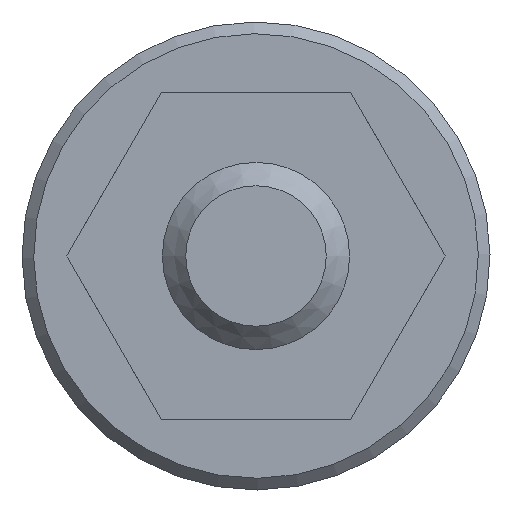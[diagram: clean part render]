
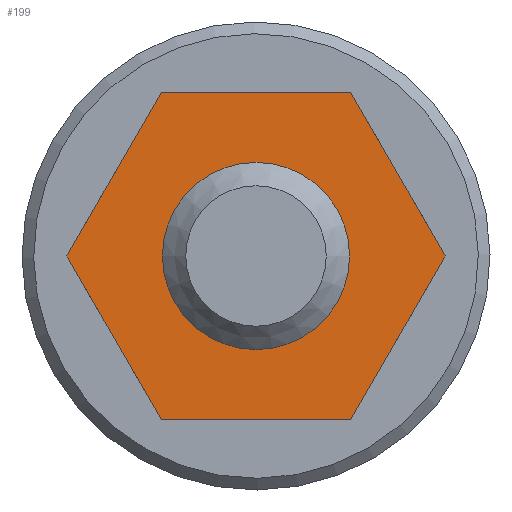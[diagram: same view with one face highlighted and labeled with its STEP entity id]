
A CAD part, front view. The second image highlights one B-rep face of the part: STEP entity #199.
In plain terms, the highlighted planar face has unit normal (0, -1, 0).
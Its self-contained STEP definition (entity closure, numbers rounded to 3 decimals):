
#10 = CARTESIAN_POINT ( 'NONE',  ( -4.041, 10., 7. ) ) ;
#13 = DIRECTION ( 'NONE',  ( 1., 0., 0. ) ) ;
#14 = EDGE_LOOP ( 'NONE', ( #577 ) ) ;
#32 = DIRECTION ( 'NONE',  ( 0.5, 0., 0.866 ) ) ;
#34 = CARTESIAN_POINT ( 'NONE',  ( 4.041, 10., 7. ) ) ;
#43 = DIRECTION ( 'NONE',  ( 1., 0., 0. ) ) ;
#55 = DIRECTION ( 'NONE',  ( -1., 0., 0. ) ) ;
#71 = ORIENTED_EDGE ( 'NONE', *, *, #377, .T. ) ;
#75 = DIRECTION ( 'NONE',  ( 0., -1., 0. ) ) ;
#78 = CARTESIAN_POINT ( 'NONE',  ( 4.041, 10., -7. ) ) ;
#101 = CARTESIAN_POINT ( 'NONE',  ( 4.041, 10., -7. ) ) ;
#112 = ORIENTED_EDGE ( 'NONE', *, *, #286, .T. ) ;
#115 = ORIENTED_EDGE ( 'NONE', *, *, #633, .T. ) ;
#132 = AXIS2_PLACEMENT_3D ( 'NONE', #480, #483, #43 ) ;
#150 = CARTESIAN_POINT ( 'NONE',  ( 8.083, 10., 0. ) ) ;
#193 = VECTOR ( 'NONE', #198, 1000. ) ;
#198 = DIRECTION ( 'NONE',  ( 1., 0., 0. ) ) ;
#199 = ADVANCED_FACE ( 'NONE', ( #211, #324 ), #640, .T. ) ;
#211 = FACE_BOUND ( 'NONE', #14, .T. ) ;
#222 = ORIENTED_EDGE ( 'NONE', *, *, #506, .T. ) ;
#224 = LINE ( 'NONE', #101, #552 ) ;
#246 = CARTESIAN_POINT ( 'NONE',  ( -8.083, 10., 0. ) ) ;
#280 = ORIENTED_EDGE ( 'NONE', *, *, #430, .T. ) ;
#285 = DIRECTION ( 'NONE',  ( 0.5, 0., -0.866 ) ) ;
#286 = EDGE_CURVE ( 'NONE', #528, #616, #793, .T. ) ;
#289 = VECTOR ( 'NONE', #285, 1000. ) ;
#303 = LINE ( 'NONE', #309, #687 ) ;
#309 = CARTESIAN_POINT ( 'NONE',  ( 4.041, 10., 7. ) ) ;
#313 = LINE ( 'NONE', #436, #193 ) ;
#324 = FACE_OUTER_BOUND ( 'NONE', #517, .T. ) ;
#327 = DIRECTION ( 'NONE',  ( -0.5, 0., -0.866 ) ) ;
#328 = AXIS2_PLACEMENT_3D ( 'NONE', #587, #75, #13 ) ;
#339 = EDGE_CURVE ( 'NONE', #630, #630, #740, .T. ) ;
#377 = EDGE_CURVE ( 'NONE', #601, #404, #224, .T. ) ;
#378 = CARTESIAN_POINT ( 'NONE',  ( 3.25, 10., 0. ) ) ;
#384 = LINE ( 'NONE', #10, #477 ) ;
#388 = DIRECTION ( 'NONE',  ( -0.5, 0., 0.866 ) ) ;
#404 = VERTEX_POINT ( 'NONE', #550 ) ;
#415 = CARTESIAN_POINT ( 'NONE',  ( -8.083, 10., 0. ) ) ;
#416 = ORIENTED_EDGE ( 'NONE', *, *, #618, .T. ) ;
#430 = EDGE_CURVE ( 'NONE', #616, #601, #313, .T. ) ;
#436 = CARTESIAN_POINT ( 'NONE',  ( -4.041, 10., -7. ) ) ;
#477 = VECTOR ( 'NONE', #327, 1000. ) ;
#480 = CARTESIAN_POINT ( 'NONE',  ( 0., 10., 0. ) ) ;
#483 = DIRECTION ( 'NONE',  ( 0., -1., 0. ) ) ;
#506 = EDGE_CURVE ( 'NONE', #808, #615, #303, .T. ) ;
#517 = EDGE_LOOP ( 'NONE', ( #71, #115, #222, #416, #112, #280 ) ) ;
#528 = VERTEX_POINT ( 'NONE', #246 ) ;
#550 = CARTESIAN_POINT ( 'NONE',  ( 8.083, 10., 0. ) ) ;
#552 = VECTOR ( 'NONE', #32, 1000. ) ;
#577 = ORIENTED_EDGE ( 'NONE', *, *, #339, .F. ) ;
#587 = CARTESIAN_POINT ( 'NONE',  ( 3.25, 10., 0. ) ) ;
#589 = CARTESIAN_POINT ( 'NONE',  ( -4.041, 10., 7. ) ) ;
#601 = VERTEX_POINT ( 'NONE', #78 ) ;
#615 = VERTEX_POINT ( 'NONE', #589 ) ;
#616 = VERTEX_POINT ( 'NONE', #711 ) ;
#618 = EDGE_CURVE ( 'NONE', #615, #528, #384, .T. ) ;
#630 = VERTEX_POINT ( 'NONE', #378 ) ;
#633 = EDGE_CURVE ( 'NONE', #404, #808, #704, .T. ) ;
#640 = PLANE ( 'NONE',  #328 ) ;
#687 = VECTOR ( 'NONE', #55, 1000. ) ;
#704 = LINE ( 'NONE', #150, #712 ) ;
#711 = CARTESIAN_POINT ( 'NONE',  ( -4.041, 10., -7. ) ) ;
#712 = VECTOR ( 'NONE', #388, 1000. ) ;
#740 = CIRCLE ( 'NONE', #132, 3.25 ) ;
#793 = LINE ( 'NONE', #415, #289 ) ;
#808 = VERTEX_POINT ( 'NONE', #34 ) ;
